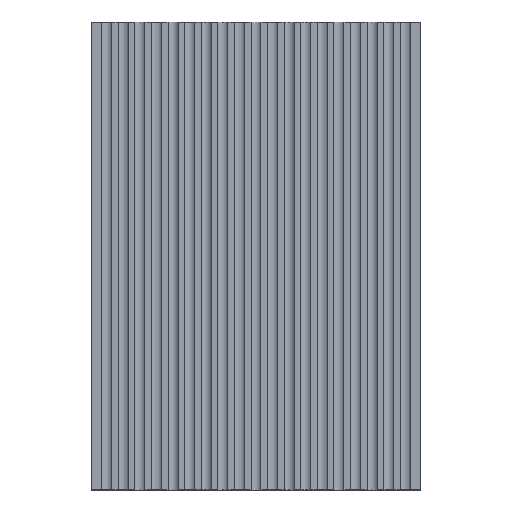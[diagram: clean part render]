
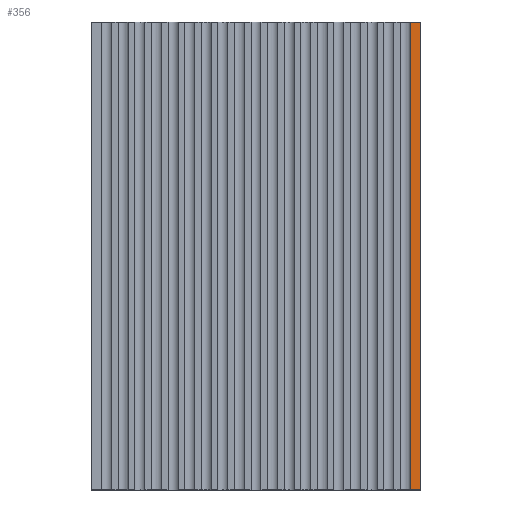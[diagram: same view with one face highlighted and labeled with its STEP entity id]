
A CAD part, top view. The second image highlights one B-rep face of the part: STEP entity #356.
In plain terms, the highlighted planar face has unit normal (0, 0, 1).
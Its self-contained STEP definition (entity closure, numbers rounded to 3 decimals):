
#6 = AXIS2_PLACEMENT_3D ( 'NONE', #756, #191, #389 ) ;
#33 = EDGE_CURVE ( 'NONE', #476, #51, #1088, .T. ) ;
#37 = DIRECTION ( 'NONE',  ( 0., 1., 0. ) ) ;
#51 = VERTEX_POINT ( 'NONE', #278 ) ;
#97 = LINE ( 'NONE', #919, #1446 ) ;
#191 = DIRECTION ( 'NONE',  ( 0., 0., 1. ) ) ;
#238 = DIRECTION ( 'NONE',  ( -1., 0., 0. ) ) ;
#253 = EDGE_CURVE ( 'NONE', #476, #1180, #962, .T. ) ;
#278 = CARTESIAN_POINT ( 'NONE',  ( 69.236, 105., 3. ) ) ;
#281 = ORIENTED_EDGE ( 'NONE', *, *, #33, .F. ) ;
#285 = CARTESIAN_POINT ( 'NONE',  ( -74., -105., 3. ) ) ;
#304 = PLANE ( 'NONE',  #6 ) ;
#356 = ADVANCED_FACE ( 'NONE', ( #1334 ), #304, .T. ) ;
#389 = DIRECTION ( 'NONE',  ( 1., 0., 0. ) ) ;
#474 = LINE ( 'NONE', #1420, #515 ) ;
#476 = VERTEX_POINT ( 'NONE', #1244 ) ;
#506 = EDGE_CURVE ( 'NONE', #803, #51, #97, .T. ) ;
#515 = VECTOR ( 'NONE', #37, 1000. ) ;
#633 = EDGE_CURVE ( 'NONE', #1180, #803, #474, .T. ) ;
#726 = CARTESIAN_POINT ( 'NONE',  ( 69.236, -105., 3. ) ) ;
#756 = CARTESIAN_POINT ( 'NONE',  ( 0., 0., 3. ) ) ;
#803 = VERTEX_POINT ( 'NONE', #988 ) ;
#833 = DIRECTION ( 'NONE',  ( 0., 1., 0. ) ) ;
#846 = VECTOR ( 'NONE', #833, 1000. ) ;
#909 = ORIENTED_EDGE ( 'NONE', *, *, #253, .T. ) ;
#918 = CARTESIAN_POINT ( 'NONE',  ( 74., -105., 3. ) ) ;
#919 = CARTESIAN_POINT ( 'NONE',  ( -74., 105., 3. ) ) ;
#962 = LINE ( 'NONE', #285, #1079 ) ;
#988 = CARTESIAN_POINT ( 'NONE',  ( 74., 105., 3. ) ) ;
#1029 = EDGE_LOOP ( 'NONE', ( #281, #909, #1419, #1137 ) ) ;
#1078 = DIRECTION ( 'NONE',  ( 1., 0., 0. ) ) ;
#1079 = VECTOR ( 'NONE', #1078, 1000. ) ;
#1088 = LINE ( 'NONE', #726, #846 ) ;
#1137 = ORIENTED_EDGE ( 'NONE', *, *, #506, .T. ) ;
#1180 = VERTEX_POINT ( 'NONE', #918 ) ;
#1244 = CARTESIAN_POINT ( 'NONE',  ( 69.236, -105., 3. ) ) ;
#1334 = FACE_OUTER_BOUND ( 'NONE', #1029, .T. ) ;
#1419 = ORIENTED_EDGE ( 'NONE', *, *, #633, .T. ) ;
#1420 = CARTESIAN_POINT ( 'NONE',  ( 74., 105., 3. ) ) ;
#1446 = VECTOR ( 'NONE', #238, 1000. ) ;
